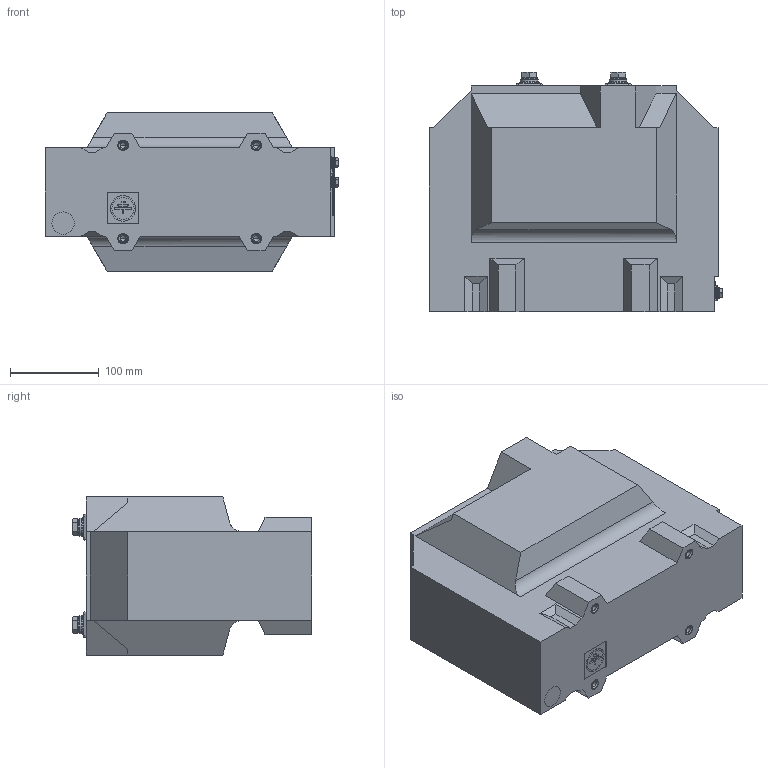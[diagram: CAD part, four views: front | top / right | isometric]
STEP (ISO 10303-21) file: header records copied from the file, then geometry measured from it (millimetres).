
FILE_DESCRIPTION (( 'STEP AP214' ), '1' );
FILE_NAME ('ﾎﾋﾑ-ﾑﾒ-1,25(6;10)-023.STEP', '2023-07-17T11:58:20', ( '' ), ( '' ), 'SwSTEP 2.0', 'SolidWorks 2014', '' );
FILE_SCHEMA (( 'AUTOMOTIVE_DESIGN' ));
Length unit declared in the file: millimetre
Products named in the file (18): ÂÅÈÓ.758472.021 Ãàéêà; 屡扔.758472.007 绵殛郷-01; Áîëò DIN 933_6å12; ÂÅÈÓ.713141.006 Âòóëêà îïîðíàÿ_-00; ﾘ琺矜 DIN 127 B_6; ÂÅÈÓ.713141.006 Âòóëêà îïîðíàÿ_-01; ﾘ琺矜 DIN 125 ﾀ_6.01.019; Áîëò DIN 933_10å20 ; ﾎﾋﾑ-ﾑﾒ-1,25(6;10)-023; ﾘ琺矜 DIN 127 B_10; ﾘ琺矜 DIN 125 ﾀ_10.01.019; ÂÅÈÓ.754447.004 Çíàê çàçåìëåíèÿ ÃÎÑÒ 21130-75; ÑÒ.ÎË.01.00.00.001 Ïàñïîðòíàÿ òàáëè÷êà ÎËÑ-ÑÒ_-01; ÑÒ.ÎË.02.01.00.000 Ñáîðêà ñ çàëèâêîé_-03; Äîçàëèâêà^ÑÒ.ÎË.02.01.00.000 Ñáîðêà ñ çàëèâêîé; Îòëèâêà^ÑÒ.ÎË.02.01.00.000 Ñáîðêà ñ çàëèâêîé; ÑÒ.ÎË.02.01.01.000 Àêòèâíàÿ ÷àñòü_-03; hex screw gradeab_din_ISO 4017 - M6 x 16-N
Assembly tree (30 placements, depth 4):
  ﾎﾋﾑ-ﾑﾒ-1,25(6;10)-023
    ÑÒ.ÎË.02.01.00.000 Ñáîðêà ñ çàëèâêîé_-03
      ÑÒ.ÎË.02.01.01.000 Àêòèâíàÿ ÷àñòü_-03
        ÂÅÈÓ.713141.006 Âòóëêà îïîðíàÿ_-01  x3
        ÂÅÈÓ.713141.006 Âòóëêà îïîðíàÿ_-00
        屡扔.758472.007 绵殛郷-01  x2
        ÂÅÈÓ.758472.021 Ãàéêà  x2
        hex screw gradeab_din_ISO 4017 - M6 x 16-N  x4
      Îòëèâêà^ÑÒ.ÎË.02.01.00.000 Ñáîðêà ñ çàëèâêîé
      Äîçàëèâêà^ÑÒ.ÎË.02.01.00.000 Ñáîðêà ñ çàëèâêîé
    ÑÒ.ÎË.01.00.00.001 Ïàñïîðòíàÿ òàáëè÷êà ÎËÑ-ÑÒ_-01
    ÂÅÈÓ.754447.004 Çíàê çàçåìëåíèÿ ÃÎÑÒ 21130-75
    ﾘ琺矜 DIN 125 ﾀ_10.01.019  x2
    ﾘ琺矜 DIN 127 B_10  x2
    Áîëò DIN 933_10å20   x2
    ﾘ琺矜 DIN 125 ﾀ_6.01.019  x2
    ﾘ琺矜 DIN 127 B_6  x2
    Áîëò DIN 933_6å12  x2
Bounding box: 330.2 x 269.8 x 178 mm (x, y, z)
Volume: 10347272.8 mm3; surface area: 370810.4 mm2
Topology: 33 solids, 33 shells, 3229 faces, 8397 edges, 5487 vertices
Faces by surface type: plane 1783, bspline 913, cylinder 291, cone 195, torus 45, sphere 2
Entity records: 163822 total; most frequent: CARTESIAN_POINT 72247, ORIENTED_EDGE 15676, DIRECTION 10587, EDGE_CURVE 7838, VECTOR 5223, LINE 5223, VERTEX_POINT 5182, EDGE_LOOP 3282
